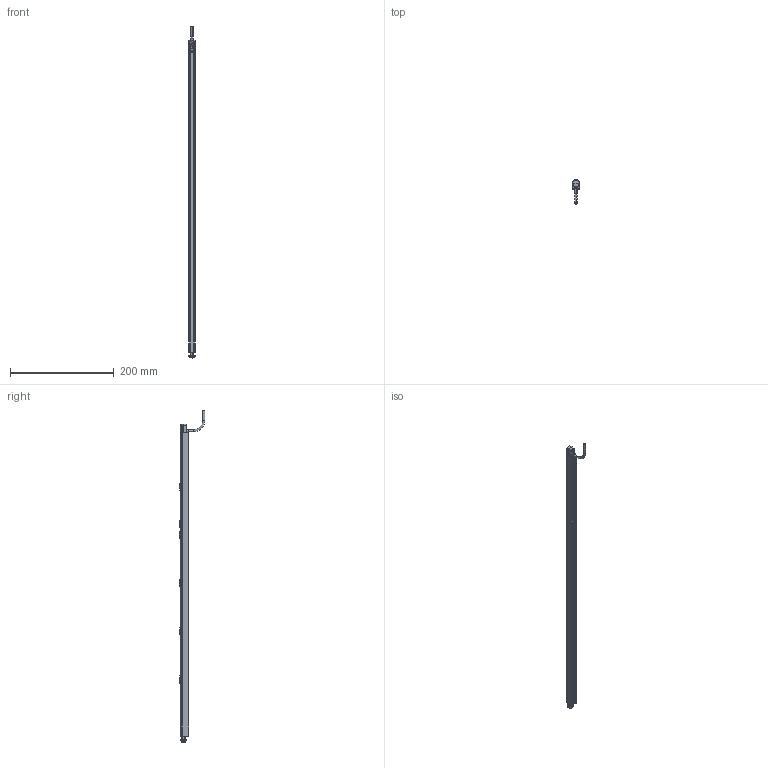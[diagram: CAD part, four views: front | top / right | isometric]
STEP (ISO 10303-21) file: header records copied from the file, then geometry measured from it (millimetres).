
FILE_DESCRIPTION((''),'2;1');
FILE_NAME('241817_SM01_ASM','2024-05-29T15:08:12',('banengservice'),('BANNER ENGINEERING'),'CREO PARAMETRIC BY PTC INC, 2022414','CREO PARAMETRIC BY PTC INC, 2022414','');
FILE_SCHEMA(('CONFIG_CONTROL_DESIGN'));
Products named in the file (2): 241817_EP01; 241817_SM01_ASM
Assembly tree (1 placements, depth 2):
  241817_SM01_ASM
    241817_EP01
Bounding box: 12 x 49.1 x 641.2 mm (x, y, z)
Volume: 98047.9 mm3; surface area: 45698.1 mm2
Topology: 2 solids, 2 shells, 1157 faces, 3131 edges, 1924 vertices
Faces by surface type: bspline 420, plane 373, cylinder 221, cone 65, sphere 26, torus 20, revolution 20, extrusion 12
Entity records: 76108 total; most frequent: CARTESIAN_POINT 51157, ORIENTED_EDGE 6218, DIRECTION 3748, EDGE_CURVE 3109, VERTEX_POINT 1924, B_SPLINE_CURVE_WITH_KNOTS 1441, AXIS2_PLACEMENT_3D 1308, EDGE_LOOP 1193
